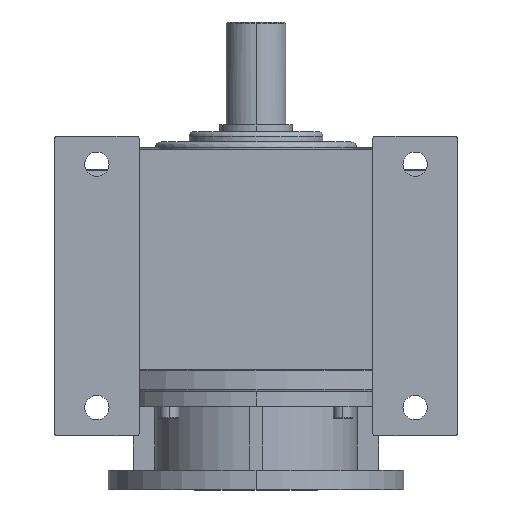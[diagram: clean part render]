
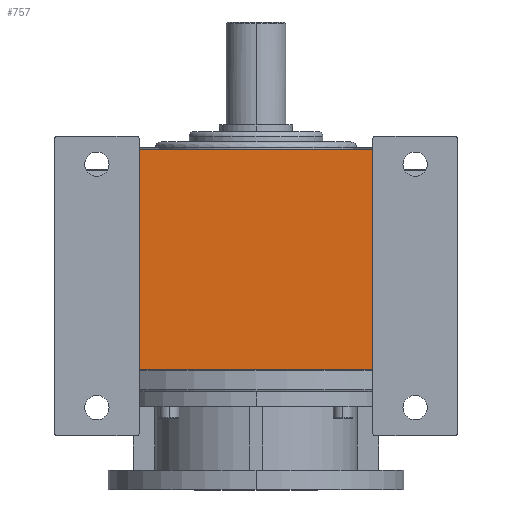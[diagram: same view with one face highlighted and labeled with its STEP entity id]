
A CAD part, front view. The second image highlights one B-rep face of the part: STEP entity #757.
In plain terms, the highlighted planar face has unit normal (0, -1, 0).
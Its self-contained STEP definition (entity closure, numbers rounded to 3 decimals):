
#68 = CARTESIAN_POINT ( 'NONE',  ( -62.5, -133.5, -13.028 ) ) ;
#143 = ORIENTED_EDGE ( 'NONE', *, *, #4119, .T. ) ;
#393 = CARTESIAN_POINT ( 'NONE',  ( -62.5, -133.5, -130.4 ) ) ;
#531 = LINE ( 'NONE', #2649, #2384 ) ;
#556 = AXIS2_PLACEMENT_3D ( 'NONE', #3974, #1697, #5680 ) ;
#757 = ADVANCED_FACE ( 'NONE', ( #3766 ), #5787, .T. ) ;
#912 = EDGE_CURVE ( 'NONE', #4584, #1262, #5580, .T. ) ;
#1262 = VERTEX_POINT ( 'NONE', #5098 ) ;
#1575 = CARTESIAN_POINT ( 'NONE',  ( 62.5, -133.5, -130.4 ) ) ;
#1697 = DIRECTION ( 'NONE',  ( 0., -1., 0. ) ) ;
#2168 = LINE ( 'NONE', #3084, #5354 ) ;
#2384 = VECTOR ( 'NONE', #5524, 1000. ) ;
#2408 = EDGE_LOOP ( 'NONE', ( #5730, #6016, #2707, #143 ) ) ;
#2531 = DIRECTION ( 'NONE',  ( 1., 0., 0. ) ) ;
#2649 = CARTESIAN_POINT ( 'NONE',  ( -62.5, -133.5, -130.4 ) ) ;
#2707 = ORIENTED_EDGE ( 'NONE', *, *, #3193, .F. ) ;
#3084 = CARTESIAN_POINT ( 'NONE',  ( -107.5, -133.5, -130.4 ) ) ;
#3193 = EDGE_CURVE ( 'NONE', #3774, #4631, #531, .T. ) ;
#3252 = CARTESIAN_POINT ( 'NONE',  ( -62.5, -133.5, -13.028 ) ) ;
#3766 = FACE_OUTER_BOUND ( 'NONE', #2408, .T. ) ;
#3774 = VERTEX_POINT ( 'NONE', #393 ) ;
#3974 = CARTESIAN_POINT ( 'NONE',  ( -107.5, -133.5, -130.4 ) ) ;
#4095 = CARTESIAN_POINT ( 'NONE',  ( 62.5, -133.5, -166. ) ) ;
#4119 = EDGE_CURVE ( 'NONE', #3774, #4584, #2168, .T. ) ;
#4584 = VERTEX_POINT ( 'NONE', #1575 ) ;
#4631 = VERTEX_POINT ( 'NONE', #3252 ) ;
#4683 = DIRECTION ( 'NONE',  ( 0., 0., 1. ) ) ;
#5098 = CARTESIAN_POINT ( 'NONE',  ( 62.5, -133.5, -13.028 ) ) ;
#5317 = DIRECTION ( 'NONE',  ( 1., 0., 0. ) ) ;
#5354 = VECTOR ( 'NONE', #2531, 1000. ) ;
#5524 = DIRECTION ( 'NONE',  ( 0., 0., 1. ) ) ;
#5580 = LINE ( 'NONE', #4095, #6146 ) ;
#5656 = LINE ( 'NONE', #68, #6865 ) ;
#5680 = DIRECTION ( 'NONE',  ( 0., 0., -1. ) ) ;
#5730 = ORIENTED_EDGE ( 'NONE', *, *, #912, .T. ) ;
#5787 = PLANE ( 'NONE',  #556 ) ;
#6016 = ORIENTED_EDGE ( 'NONE', *, *, #6182, .F. ) ;
#6146 = VECTOR ( 'NONE', #4683, 1000. ) ;
#6182 = EDGE_CURVE ( 'NONE', #4631, #1262, #5656, .T. ) ;
#6865 = VECTOR ( 'NONE', #5317, 1000. ) ;
